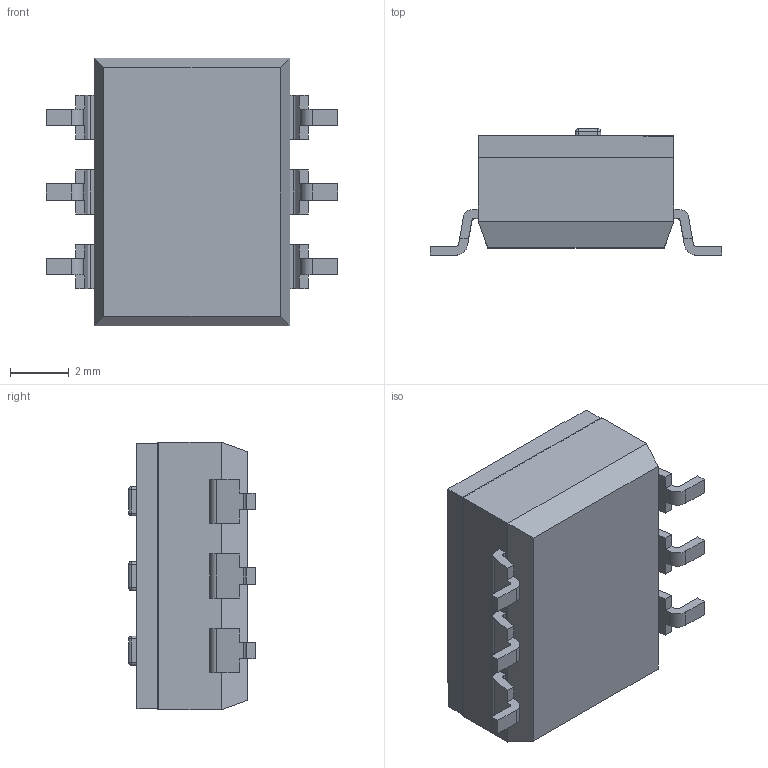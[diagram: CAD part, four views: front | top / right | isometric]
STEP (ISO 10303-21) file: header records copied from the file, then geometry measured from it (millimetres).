
FILE_DESCRIPTION (( 'STEP AP214' ), '1' );
FILE_NAME ('219003MS.STEP', '2018-10-15T08:31:51', ( '' ), ( '' ), 'SwSTEP 2.0', 'SolidWorks 2018', '' );
FILE_SCHEMA (( 'AUTOMOTIVE_DESIGN' ));
Length unit declared in the file: millimetre
Products named in the file (4): 219003MS; 219-40-003; 219-02-003; 219-56-002
Assembly tree (5 placements, depth 2):
  219003MS
    219-02-003
    219-40-003
    219-56-002  x3
Bounding box: 9.91 x 4.3 x 9.1 mm (x, y, z)
Volume: 191.8 mm3; surface area: 608.6 mm2
Topology: 5 solids, 5 shells, 662 faces, 1790 edges, 1160 vertices
Faces by surface type: plane 375, bspline 155, cylinder 120, sphere 12
Entity records: 25373 total; most frequent: CARTESIAN_POINT 11733, ORIENTED_EDGE 2716, DIRECTION 1866, EDGE_CURVE 1358, VECTOR 936, LINE 936, VERTEX_POINT 896, EDGE_LOOP 538
